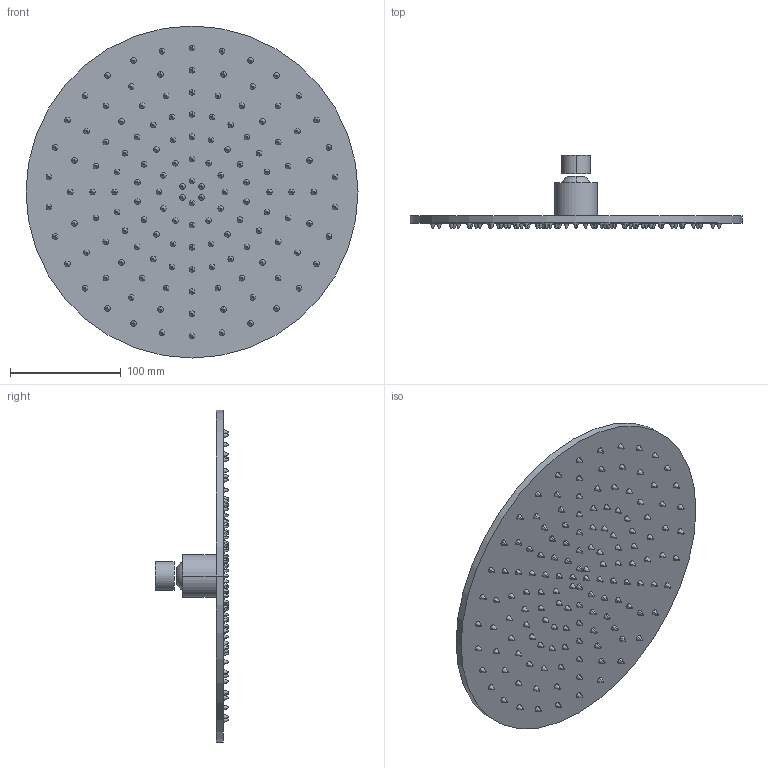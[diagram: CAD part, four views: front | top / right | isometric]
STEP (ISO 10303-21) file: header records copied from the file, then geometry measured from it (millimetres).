
FILE_DESCRIPTION((''),'2;1');
FILE_NAME('ZSOF079CR','2021-01-18T11:42:33',('ut3'),('PAFFONI SpA'),'CREO PARAMETRIC BY PTC INC, 2020044','CREO PARAMETRIC BY PTC INC, 2020044','');
FILE_SCHEMA(('CONFIG_CONTROL_DESIGN','SHAPE_APPEARANCE_LAYERS_GROUPS'));
Length unit declared in the file: millimetre
Products named in the file (1): ZSOF079CR
Bounding box: 300 x 66.5 x 300 mm (x, y, z)
Surface area: 162233.3 mm2 (no closed solid volume)
Topology: 0 solids, 142 shells, 289 faces, 852 edges, 568 vertices
Faces by surface type: cone 276, cylinder 6, plane 5, sphere 2
Entity records: 11574 total; most frequent: DIRECTION 2000, CARTESIAN_POINT 1709, ORIENTED_EDGE 1146, AXIS2_PLACEMENT_3D 859, EDGE_CURVE 852, CIRCLE 570, VERTEX_POINT 568, FILL_AREA_STYLE_COLOUR 302
